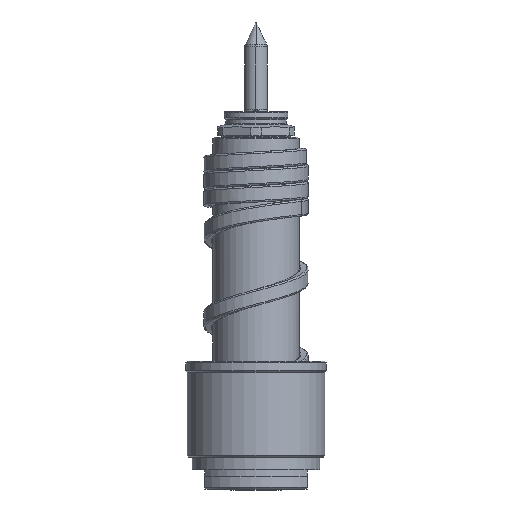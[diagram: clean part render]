
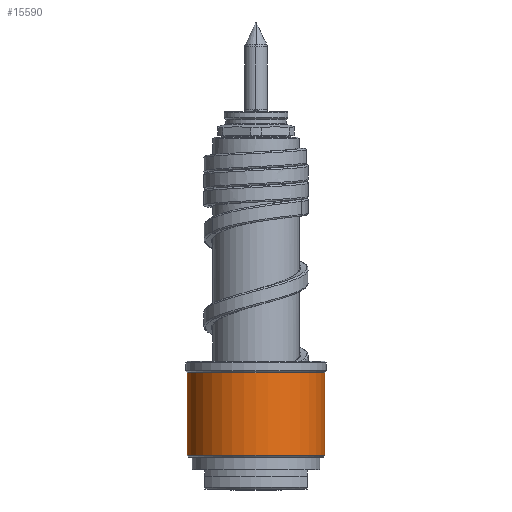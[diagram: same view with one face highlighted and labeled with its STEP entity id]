
A CAD part, front view. The second image highlights one B-rep face of the part: STEP entity #15590.
In plain terms, the highlighted cylindrical face has radius 21.5 mm (diameter 43 mm), a partial arc.
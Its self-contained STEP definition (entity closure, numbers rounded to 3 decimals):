
#5905=CARTESIAN_POINT('',(0.,0.,10.583));
#5906=DIRECTION('',(0.,0.,1.));
#5907=DIRECTION('',(-1.,0.,0.));
#5908=AXIS2_PLACEMENT_3D('',#5905,#5906,#5907);
#5910=DIRECTION('',(0.,0.,-1.));
#5911=VECTOR('',#5910,25.834);
#5912=CARTESIAN_POINT('',(-21.5,0.,36.417));
#5913=LINE('',#5912,#5911);
#5914=CARTESIAN_POINT('',(0.,0.,36.417));
#5915=DIRECTION('',(0.,0.,1.));
#5916=DIRECTION('',(-1.,0.,0.));
#5917=AXIS2_PLACEMENT_3D('',#5914,#5915,#5916);
#5919=DIRECTION('',(0.,0.,-1.));
#5920=VECTOR('',#5919,25.834);
#5921=CARTESIAN_POINT('',(21.5,0.,36.417));
#5922=LINE('',#5921,#5920);
#6263=CARTESIAN_POINT('',(21.5,0.,36.417));
#6264=CARTESIAN_POINT('',(-21.5,0.,36.417));
#6265=VERTEX_POINT('',#6263);
#6266=VERTEX_POINT('',#6264);
#6289=CARTESIAN_POINT('',(21.5,0.,10.583));
#6290=VERTEX_POINT('',#6289);
#6291=CARTESIAN_POINT('',(-21.5,0.,10.583));
#6292=VERTEX_POINT('',#6291);
#15578=CARTESIAN_POINT('',(0.,0.,8.5));
#15579=DIRECTION('',(0.,0.,1.));
#15580=DIRECTION('',(-1.,0.,0.));
#15581=AXIS2_PLACEMENT_3D('',#15578,#15579,#15580);
#15582=CYLINDRICAL_SURFACE('',#15581,21.5);
#15583=ORIENTED_EDGE('',*,*,#13605,.F.);
#15584=ORIENTED_EDGE('',*,*,#13586,.F.);
#15586=ORIENTED_EDGE('',*,*,#15585,.T.);
#15587=ORIENTED_EDGE('',*,*,#13582,.T.);
#15588=EDGE_LOOP('',(#15583,#15584,#15586,#15587));
#15589=FACE_OUTER_BOUND('',#15588,.F.);
#5909=CIRCLE('',#5908,21.5);
#5918=CIRCLE('',#5917,21.5);
#13582=EDGE_CURVE('',#6265,#6290,#5922,.T.);
#13586=EDGE_CURVE('',#6266,#6292,#5913,.T.);
#13605=EDGE_CURVE('',#6292,#6290,#5909,.T.);
#15585=EDGE_CURVE('',#6266,#6265,#5918,.T.);
#15590=ADVANCED_FACE('',(#15589),#15582,.T.);
